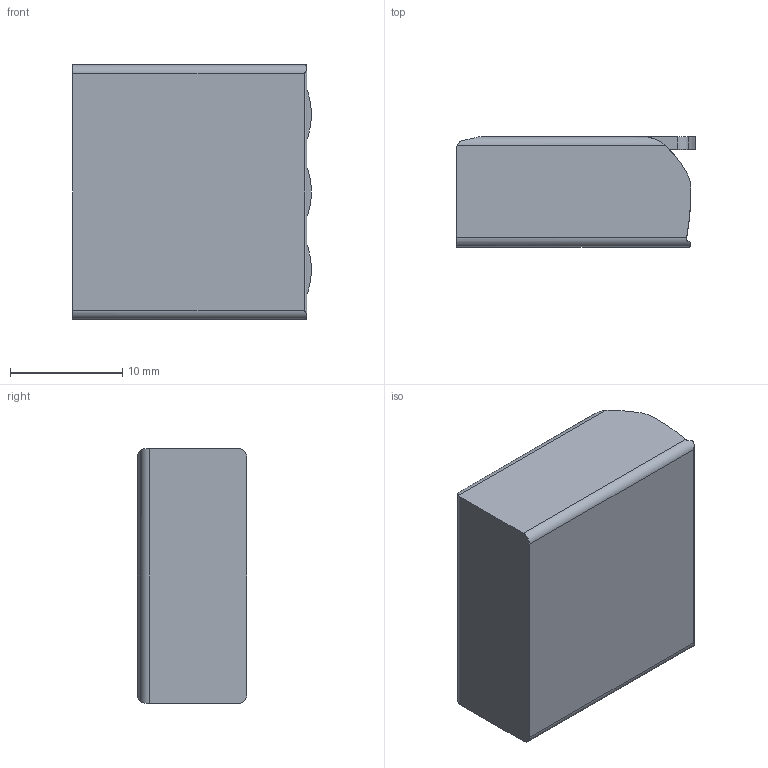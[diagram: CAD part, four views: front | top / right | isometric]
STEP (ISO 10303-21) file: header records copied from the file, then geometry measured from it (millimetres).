
FILE_DESCRIPTION (( 'STEP AP203' ), '1' );
FILE_NAME ('WAGO 222-413.STEP', '2019-03-13T18:25:05', ( '' ), ( '' ), 'SwSTEP 2.0', 'SolidWorks 2017', '' );
FILE_SCHEMA (( 'CONFIG_CONTROL_DESIGN' ));
Length unit declared in the file: millimetre
Products named in the file (1): WAGO 222-413
Bounding box: 21.3 x 9.8 x 22.7 mm (x, y, z)
Volume: 4264.7 mm3; surface area: 2330.1 mm2
Topology: 1 solids, 1 shells, 151 faces, 447 edges, 298 vertices
Faces by surface type: plane 87, cylinder 64
Entity records: 5306 total; most frequent: CARTESIAN_POINT 1195, ORIENTED_EDGE 894, DIRECTION 801, EDGE_CURVE 447, VERTEX_POINT 298, VECTOR 285, LINE 285, AXIS2_PLACEMENT_3D 258
